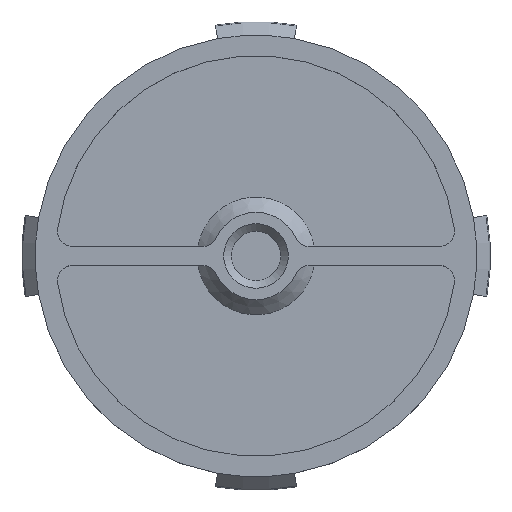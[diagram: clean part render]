
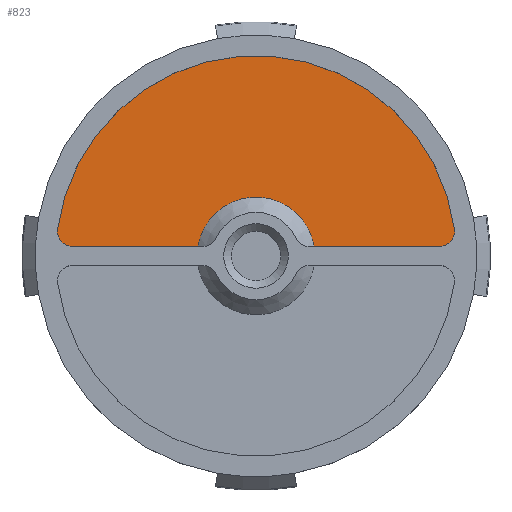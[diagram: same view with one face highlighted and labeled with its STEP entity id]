
A CAD part, top view. The second image highlights one B-rep face of the part: STEP entity #823.
In plain terms, the highlighted planar face has unit normal (0, 0, 1).
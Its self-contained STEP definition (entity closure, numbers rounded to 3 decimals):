
#50=LINE('',#1335,#101);
#51=LINE('',#1338,#102);
#101=VECTOR('',#1037,10.);
#102=VECTOR('',#1040,10.);
#162=FACE_OUTER_BOUND('',#213,.T.);
#213=EDGE_LOOP('',(#556,#557,#558,#559,#560,#561));
#266=CIRCLE('',#891,2.);
#268=CIRCLE('',#894,26.35);
#269=CIRCLE('',#895,2.);
#270=CIRCLE('',#896,7.74);
#340=VERTEX_POINT('',#1321);
#341=VERTEX_POINT('',#1322);
#344=VERTEX_POINT('',#1330);
#345=VERTEX_POINT('',#1332);
#346=VERTEX_POINT('',#1334);
#347=VERTEX_POINT('',#1336);
#423=EDGE_CURVE('',#340,#341,#266,.T.);
#427=EDGE_CURVE('',#344,#341,#268,.T.);
#428=EDGE_CURVE('',#344,#345,#269,.T.);
#429=EDGE_CURVE('',#345,#346,#50,.T.);
#430=EDGE_CURVE('',#347,#346,#270,.T.);
#431=EDGE_CURVE('',#347,#340,#51,.T.);
#556=ORIENTED_EDGE('',*,*,#423,.T.);
#557=ORIENTED_EDGE('',*,*,#427,.F.);
#558=ORIENTED_EDGE('',*,*,#428,.T.);
#559=ORIENTED_EDGE('',*,*,#429,.T.);
#560=ORIENTED_EDGE('',*,*,#430,.F.);
#561=ORIENTED_EDGE('',*,*,#431,.T.);
#800=PLANE('',#893);
#823=ADVANCED_FACE('',(#162),#800,.F.);
#891=AXIS2_PLACEMENT_3D('',#1323,#1025,#1026);
#893=AXIS2_PLACEMENT_3D('',#1329,#1031,#1032);
#894=AXIS2_PLACEMENT_3D('',#1331,#1033,#1034);
#895=AXIS2_PLACEMENT_3D('',#1333,#1035,#1036);
#896=AXIS2_PLACEMENT_3D('',#1337,#1038,#1039);
#1025=DIRECTION('center_axis',(0.,0.,1.));
#1026=DIRECTION('ref_axis',(0.753,-0.658,0.));
#1031=DIRECTION('center_axis',(0.,0.,-1.));
#1032=DIRECTION('ref_axis',(1.,0.,0.));
#1033=DIRECTION('center_axis',(0.,0.,-1.));
#1034=DIRECTION('ref_axis',(1.,0.,0.));
#1035=DIRECTION('center_axis',(0.,0.,1.));
#1036=DIRECTION('ref_axis',(-0.753,-0.658,0.));
#1037=DIRECTION('',(1.,0.,0.));
#1038=DIRECTION('center_axis',(0.,0.,1.));
#1039=DIRECTION('ref_axis',(1.,0.,0.));
#1040=DIRECTION('',(1.,0.,0.));
#1321=CARTESIAN_POINT('',(24.133,1.245,9.));
#1322=CARTESIAN_POINT('',(26.115,3.512,9.));
#1323=CARTESIAN_POINT('Origin',(24.133,3.245,9.));
#1329=CARTESIAN_POINT('Origin',(0.,0.,9.));
#1330=CARTESIAN_POINT('',(-26.115,3.512,9.));
#1331=CARTESIAN_POINT('Origin',(0.,0.,9.));
#1332=CARTESIAN_POINT('',(-24.133,1.245,9.));
#1333=CARTESIAN_POINT('Origin',(-24.133,3.245,9.));
#1334=CARTESIAN_POINT('',(-7.639,1.245,9.));
#1335=CARTESIAN_POINT('',(-2.802,1.245,9.));
#1336=CARTESIAN_POINT('',(7.639,1.245,9.));
#1337=CARTESIAN_POINT('Origin',(0.,0.,9.));
#1338=CARTESIAN_POINT('',(13.16,1.245,9.));
